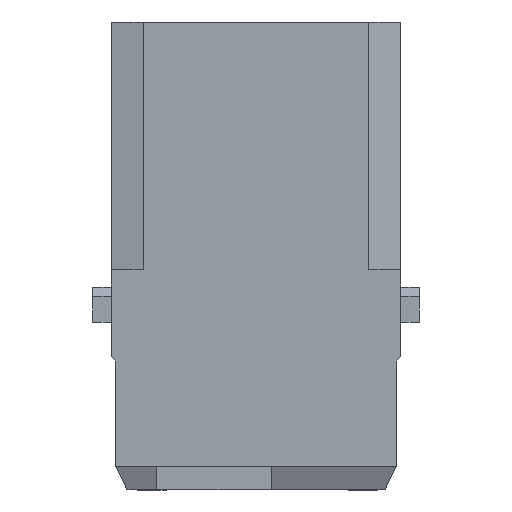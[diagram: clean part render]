
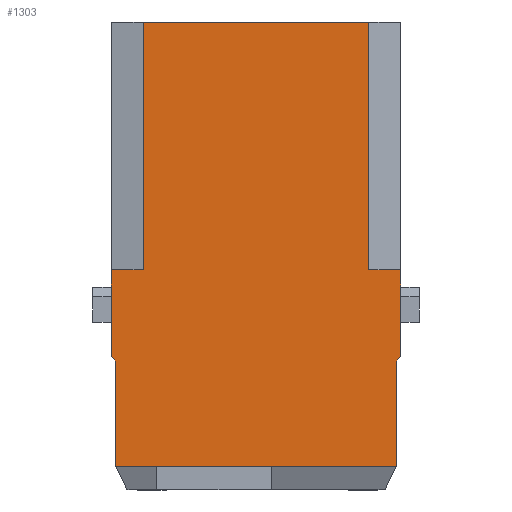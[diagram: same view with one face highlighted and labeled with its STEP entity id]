
A CAD part, left-side view. The second image highlights one B-rep face of the part: STEP entity #1303.
In plain terms, the highlighted planar face has unit normal (-1, 0, 0).
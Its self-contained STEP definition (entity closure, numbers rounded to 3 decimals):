
#1024=FACE_OUTER_BOUND('',#1991,.T.);
#1303=ADVANCED_FACE('',(#1024),#1549,.T.);
#1549=PLANE('',#6967);
#1991=EDGE_LOOP('',(#3036,#3037,#3038,#3039,#3040,#3041,#3042,#3043,#3044,
#3045,#3046,#3047));
#3036=ORIENTED_EDGE('',*,*,#4297,.T.);
#3037=ORIENTED_EDGE('',*,*,#4467,.F.);
#3038=ORIENTED_EDGE('',*,*,#4466,.T.);
#3039=ORIENTED_EDGE('',*,*,#4486,.T.);
#3040=ORIENTED_EDGE('',*,*,#4299,.T.);
#3041=ORIENTED_EDGE('',*,*,#4365,.T.);
#3042=ORIENTED_EDGE('',*,*,#4420,.T.);
#3043=ORIENTED_EDGE('',*,*,#4371,.T.);
#3044=ORIENTED_EDGE('',*,*,#4289,.F.);
#3045=ORIENTED_EDGE('',*,*,#4375,.T.);
#3046=ORIENTED_EDGE('',*,*,#4394,.T.);
#3047=ORIENTED_EDGE('',*,*,#4390,.T.);
#3747=VERTEX_POINT('',#9603);
#3748=VERTEX_POINT('',#9605);
#3753=VERTEX_POINT('',#9619);
#3754=VERTEX_POINT('',#9621);
#3755=VERTEX_POINT('',#9625);
#3756=VERTEX_POINT('',#9626);
#3801=VERTEX_POINT('',#9760);
#3804=VERTEX_POINT('',#9775);
#3806=VERTEX_POINT('',#9781);
#3820=VERTEX_POINT('',#9813);
#3854=VERTEX_POINT('',#9991);
#3855=VERTEX_POINT('',#9993);
#4289=EDGE_CURVE('',#3747,#3748,#5391,.T.);
#4297=EDGE_CURVE('',#3754,#3753,#5399,.T.);
#4299=EDGE_CURVE('',#3755,#3756,#5401,.T.);
#4365=EDGE_CURVE('',#3756,#3801,#5458,.T.);
#4371=EDGE_CURVE('',#3804,#3748,#5464,.T.);
#4375=EDGE_CURVE('',#3747,#3806,#5468,.T.);
#4390=EDGE_CURVE('',#3820,#3754,#5483,.T.);
#4394=EDGE_CURVE('',#3806,#3820,#5487,.T.);
#4420=EDGE_CURVE('',#3801,#3804,#5513,.T.);
#4466=EDGE_CURVE('',#3854,#3855,#5556,.T.);
#4467=EDGE_CURVE('',#3854,#3753,#5557,.T.);
#4486=EDGE_CURVE('',#3855,#3755,#5558,.T.);
#5391=LINE('',#9604,#6046);
#5399=LINE('',#9620,#6054);
#5401=LINE('',#9624,#6056);
#5458=LINE('',#9761,#6113);
#5464=LINE('',#9774,#6119);
#5468=LINE('',#9782,#6123);
#5483=LINE('',#9812,#6138);
#5487=LINE('',#9819,#6142);
#5513=LINE('',#9874,#6168);
#5556=LINE('',#9994,#6211);
#5557=LINE('',#9996,#6212);
#5558=LINE('',#10132,#6213);
#6046=VECTOR('',#7639,1.);
#6054=VECTOR('',#7651,1.);
#6056=VECTOR('',#7655,1.);
#6113=VECTOR('',#7778,1.);
#6119=VECTOR('',#7794,1.);
#6123=VECTOR('',#7800,1.);
#6138=VECTOR('',#7819,1.);
#6142=VECTOR('',#7825,1.);
#6168=VECTOR('',#7885,1.);
#6211=VECTOR('',#7996,1.);
#6212=VECTOR('',#7999,1.);
#6213=VECTOR('',#8070,1.);
#6967=AXIS2_PLACEMENT_3D('',#10133,#8071,#8072);
#7639=DIRECTION('',(0.,-1.,0.));
#7651=DIRECTION('',(0.,-0.707,-0.707));
#7655=DIRECTION('',(0.,-0.707,0.707));
#7778=DIRECTION('',(0.,0.,1.));
#7794=DIRECTION('',(0.,0.,1.));
#7800=DIRECTION('',(0.,0.,-1.));
#7819=DIRECTION('',(0.,0.,-1.));
#7825=DIRECTION('',(0.,1.,0.));
#7885=DIRECTION('',(0.,1.,0.));
#7996=DIRECTION('',(0.,-1.,0.));
#7999=DIRECTION('',(0.,0.,1.));
#8070=DIRECTION('',(0.,0.,1.));
#8071=DIRECTION('',(-1.,0.,0.));
#8072=DIRECTION('',(0.,1.,0.));
#9603=CARTESIAN_POINT('',(-7.35,11.8,31.45));
#9604=CARTESIAN_POINT('',(-7.35,-15.45,31.45));
#9605=CARTESIAN_POINT('',(-7.35,-11.8,31.45));
#9619=CARTESIAN_POINT('',(-7.35,14.7,-4.05));
#9620=CARTESIAN_POINT('',(-7.35,15.15,-3.6));
#9621=CARTESIAN_POINT('',(-7.35,15.15,-3.6));
#9624=CARTESIAN_POINT('',(-7.35,-14.7,-4.05));
#9625=CARTESIAN_POINT('',(-7.35,-14.7,-4.05));
#9626=CARTESIAN_POINT('',(-7.35,-15.15,-3.6));
#9760=CARTESIAN_POINT('',(-7.35,-15.15,5.5));
#9761=CARTESIAN_POINT('',(-7.35,-15.15,-3.6));
#9774=CARTESIAN_POINT('',(-7.35,-11.8,5.5));
#9775=CARTESIAN_POINT('',(-7.35,-11.8,5.5));
#9781=CARTESIAN_POINT('',(-7.35,11.8,5.5));
#9782=CARTESIAN_POINT('',(-7.35,11.8,29.584));
#9812=CARTESIAN_POINT('',(-7.35,15.15,5.5));
#9813=CARTESIAN_POINT('',(-7.35,15.15,5.5));
#9819=CARTESIAN_POINT('',(-7.35,11.8,5.5));
#9874=CARTESIAN_POINT('',(-7.35,-15.15,5.5));
#9991=CARTESIAN_POINT('',(-7.35,14.7,-15.05));
#9993=CARTESIAN_POINT('',(-7.35,-14.7,-15.05));
#9994=CARTESIAN_POINT('',(-7.35,14.7,-15.05));
#9996=CARTESIAN_POINT('',(-7.35,14.7,-3.05));
#10132=CARTESIAN_POINT('',(-7.35,-14.7,-3.05));
#10133=CARTESIAN_POINT('',(-7.35,-14.7,-3.05));
